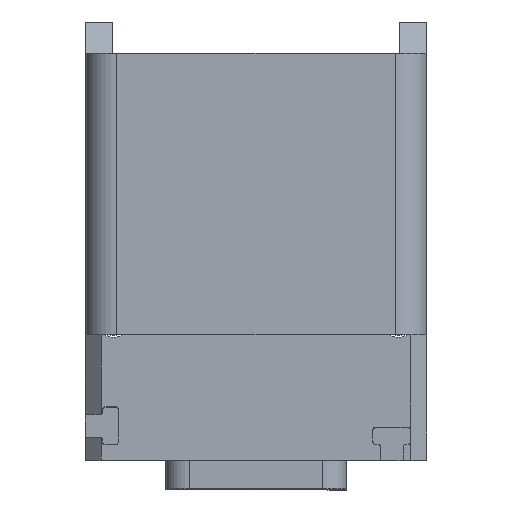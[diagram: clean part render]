
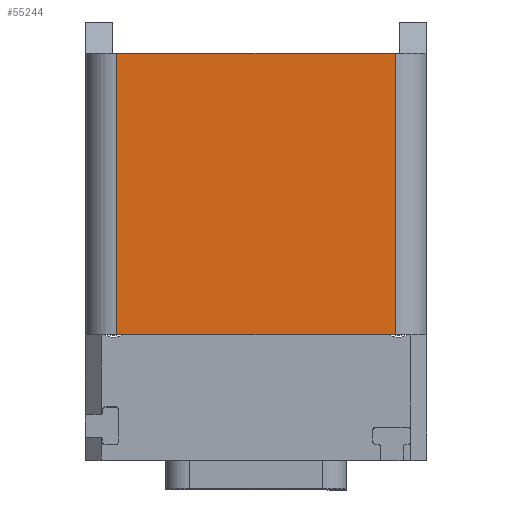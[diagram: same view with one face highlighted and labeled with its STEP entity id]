
A CAD part, top view. The second image highlights one B-rep face of the part: STEP entity #55244.
In plain terms, the highlighted planar face has unit normal (0, 0, 1).
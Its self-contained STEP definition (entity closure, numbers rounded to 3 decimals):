
#10690=DIRECTION('',(1.,0.,0.));
#10691=VECTOR('',#10690,17.8);
#10692=CARTESIAN_POINT('',(-8.9,1.65,15.85));
#10693=LINE('',#10692,#10691);
#10707=DIRECTION('',(0.,-1.,0.));
#10708=VECTOR('',#10707,18.);
#10709=CARTESIAN_POINT('',(8.9,19.65,15.85));
#10710=LINE('',#10709,#10708);
#10724=DIRECTION('',(1.,0.,0.));
#10725=VECTOR('',#10724,17.8);
#10726=CARTESIAN_POINT('',(-8.9,19.65,15.85));
#10727=LINE('',#10726,#10725);
#10728=DIRECTION('',(0.,1.,0.));
#10729=VECTOR('',#10728,18.);
#10730=CARTESIAN_POINT('',(-8.9,1.65,15.85));
#10731=LINE('',#10730,#10729);
#34805=CARTESIAN_POINT('',(-8.9,1.65,15.85));
#34806=CARTESIAN_POINT('',(8.9,1.65,15.85));
#34807=VERTEX_POINT('',#34805);
#34808=VERTEX_POINT('',#34806);
#34993=CARTESIAN_POINT('',(-8.9,19.65,15.85));
#34994=VERTEX_POINT('',#34993);
#34995=CARTESIAN_POINT('',(8.9,19.65,15.85));
#34996=VERTEX_POINT('',#34995);
#55231=CARTESIAN_POINT('',(-10.9,21.65,15.85));
#55232=DIRECTION('',(0.,0.,1.));
#55233=DIRECTION('',(0.,-1.,0.));
#55234=AXIS2_PLACEMENT_3D('',#55231,#55232,#55233);
#55235=PLANE('',#55234);
#55237=ORIENTED_EDGE('',*,*,#55236,.T.);
#55239=ORIENTED_EDGE('',*,*,#55238,.T.);
#55240=ORIENTED_EDGE('',*,*,#55220,.T.);
#55241=ORIENTED_EDGE('',*,*,#55192,.F.);
#55242=EDGE_LOOP('',(#55237,#55239,#55240,#55241));
#55243=FACE_OUTER_BOUND('',#55242,.F.);
#55244=ADVANCED_FACE('',(#55243),#55235,.T.);
#55192=EDGE_CURVE('',#34807,#34808,#10693,.T.);
#55220=EDGE_CURVE('',#34996,#34808,#10710,.T.);
#55236=EDGE_CURVE('',#34807,#34994,#10731,.T.);
#55238=EDGE_CURVE('',#34994,#34996,#10727,.T.);
